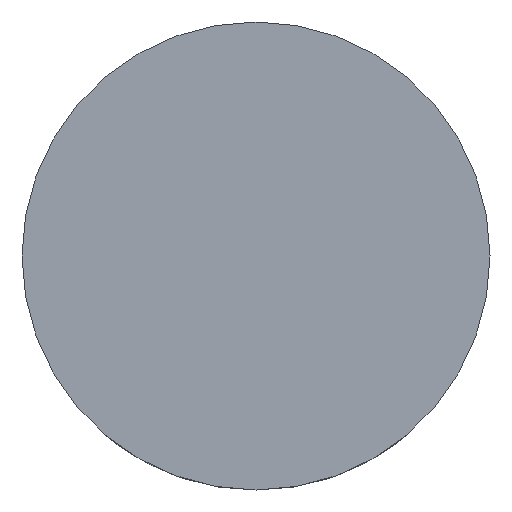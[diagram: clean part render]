
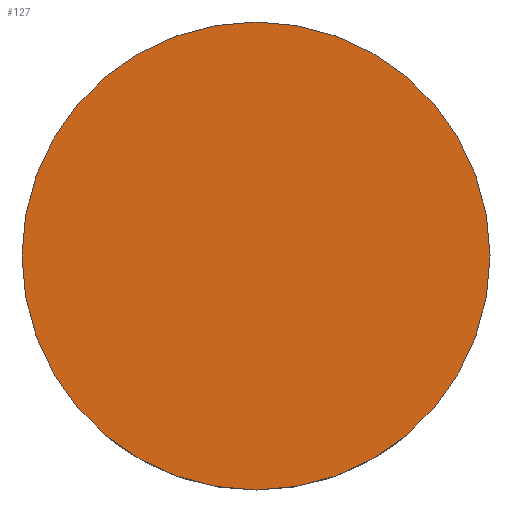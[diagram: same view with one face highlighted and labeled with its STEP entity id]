
A CAD part, front view. The second image highlights one B-rep face of the part: STEP entity #127.
In plain terms, the highlighted planar face has unit normal (0, -1, 0).
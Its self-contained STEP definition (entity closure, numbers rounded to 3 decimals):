
#46 = EDGE_CURVE ( 'NONE', #82, #81, #277, .T. ) ;
#54 = CIRCLE ( 'NONE', #138, 4. ) ;
#65 = FACE_OUTER_BOUND ( 'NONE', #76, .T. ) ;
#76 = EDGE_LOOP ( 'NONE', ( #113, #115 ) ) ;
#81 = VERTEX_POINT ( 'NONE', #250 ) ;
#82 = VERTEX_POINT ( 'NONE', #243 ) ;
#102 = AXIS2_PLACEMENT_3D ( 'NONE', #214, #209, #149 ) ;
#113 = ORIENTED_EDGE ( 'NONE', *, *, #256, .F. ) ;
#115 = ORIENTED_EDGE ( 'NONE', *, *, #46, .F. ) ;
#127 = ADVANCED_FACE ( 'NONE', ( #65 ), #210, .F. ) ;
#138 = AXIS2_PLACEMENT_3D ( 'NONE', #188, #187, #186 ) ;
#146 = AXIS2_PLACEMENT_3D ( 'NONE', #246, #245, #244 ) ;
#149 = DIRECTION ( 'NONE',  ( 0., 0., 1. ) ) ;
#186 = DIRECTION ( 'NONE',  ( 0., 0., 1. ) ) ;
#187 = DIRECTION ( 'NONE',  ( 0., 1., 0. ) ) ;
#188 = CARTESIAN_POINT ( 'NONE',  ( 0., -72., 0. ) ) ;
#209 = DIRECTION ( 'NONE',  ( 0., 1., 0. ) ) ;
#210 = PLANE ( 'NONE',  #102 ) ;
#214 = CARTESIAN_POINT ( 'NONE',  ( 0., -72., 0. ) ) ;
#243 = CARTESIAN_POINT ( 'NONE',  ( 0., -72., -4. ) ) ;
#244 = DIRECTION ( 'NONE',  ( 0., 0., 1. ) ) ;
#245 = DIRECTION ( 'NONE',  ( 0., 1., 0. ) ) ;
#246 = CARTESIAN_POINT ( 'NONE',  ( 0., -72., 0. ) ) ;
#250 = CARTESIAN_POINT ( 'NONE',  ( 0., -72., 4. ) ) ;
#256 = EDGE_CURVE ( 'NONE', #81, #82, #54, .T. ) ;
#277 = CIRCLE ( 'NONE', #146, 4. ) ;
